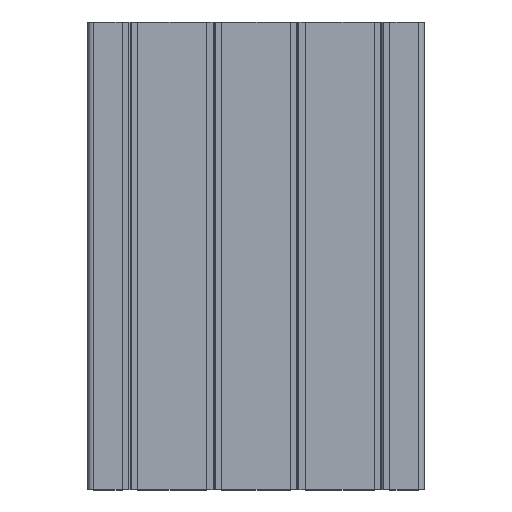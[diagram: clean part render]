
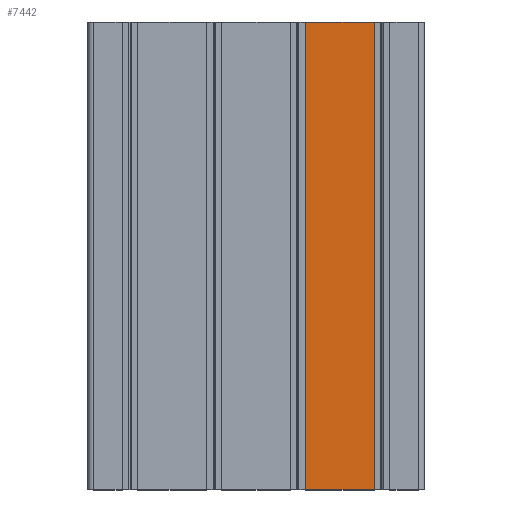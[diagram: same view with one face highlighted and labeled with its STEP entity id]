
A CAD part, top view. The second image highlights one B-rep face of the part: STEP entity #7442.
In plain terms, the highlighted planar face has unit normal (0, 0, 1).
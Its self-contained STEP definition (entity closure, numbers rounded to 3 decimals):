
#151=PLANE('',#8079);
#498=FACE_OUTER_BOUND('',#871,.T.);
#871=EDGE_LOOP('',(#5722,#5723,#5724,#5725));
#1474=LINE('',#11765,#2285);
#1475=LINE('',#11768,#2286);
#1476=LINE('',#11770,#2287);
#1477=LINE('',#11771,#2288);
#2285=VECTOR('',#9632,10.);
#2286=VECTOR('',#9635,10.);
#2287=VECTOR('',#9636,10.);
#2288=VECTOR('',#9637,10.);
#3429=VERTEX_POINT('',#11761);
#3430=VERTEX_POINT('',#11763);
#3431=VERTEX_POINT('',#11767);
#3432=VERTEX_POINT('',#11769);
#4390=EDGE_CURVE('',#3429,#3430,#1474,.T.);
#4391=EDGE_CURVE('',#3429,#3431,#1475,.T.);
#4392=EDGE_CURVE('',#3432,#3430,#1476,.T.);
#4393=EDGE_CURVE('',#3431,#3432,#1477,.T.);
#5722=ORIENTED_EDGE('',*,*,#4391,.F.);
#5723=ORIENTED_EDGE('',*,*,#4390,.T.);
#5724=ORIENTED_EDGE('',*,*,#4392,.F.);
#5725=ORIENTED_EDGE('',*,*,#4393,.F.);
#7442=ADVANCED_FACE('',(#498),#151,.T.);
#8079=AXIS2_PLACEMENT_3D('',#11766,#9633,#9634);
#9632=DIRECTION('',(0.,1.,0.));
#9633=DIRECTION('center_axis',(0.,0.,1.));
#9634=DIRECTION('ref_axis',(1.,0.,0.));
#9635=DIRECTION('',(-1.,0.,0.));
#9636=DIRECTION('',(1.,0.,0.));
#9637=DIRECTION('',(0.,1.,0.));
#11761=CARTESIAN_POINT('',(153.271,0.,90.));
#11763=CARTESIAN_POINT('',(153.271,250.,90.));
#11765=CARTESIAN_POINT('',(153.271,0.,90.));
#11766=CARTESIAN_POINT('Origin',(116.5,0.,90.));
#11767=CARTESIAN_POINT('',(116.5,0.,90.));
#11768=CARTESIAN_POINT('',(153.271,0.,90.));
#11769=CARTESIAN_POINT('',(116.5,250.,90.));
#11770=CARTESIAN_POINT('',(153.271,250.,90.));
#11771=CARTESIAN_POINT('',(116.5,0.,90.));
